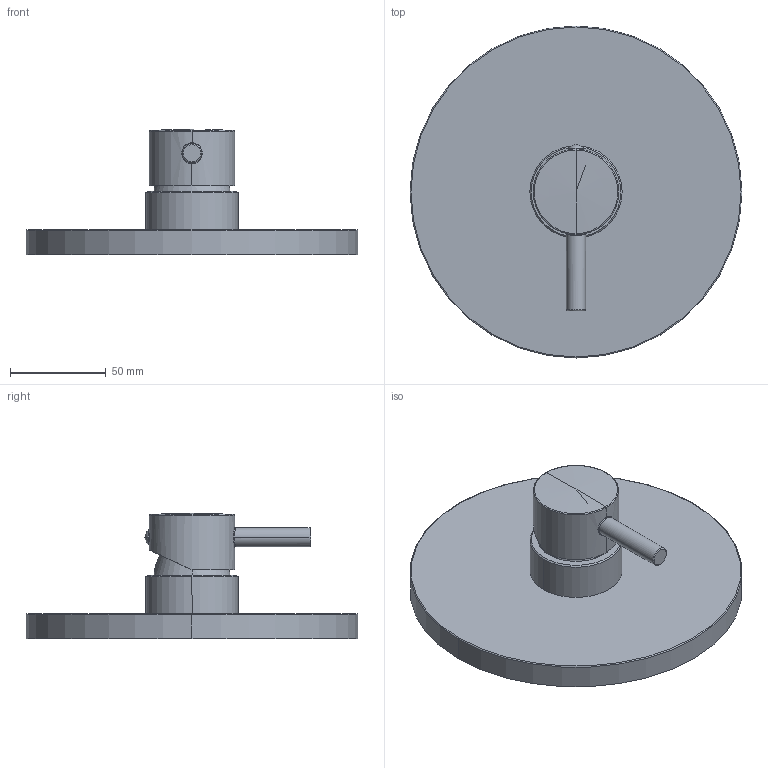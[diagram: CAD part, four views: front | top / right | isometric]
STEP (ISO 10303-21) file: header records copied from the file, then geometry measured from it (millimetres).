
FILE_DESCRIPTION((''),'2;1');
FILE_NAME('LIGBOX010CR','2021-01-15T13:17:41',('ut3'),('PAFFONI SpA'),'CREO PARAMETRIC BY PTC INC, 2020044','CREO PARAMETRIC BY PTC INC, 2020044','');
FILE_SCHEMA(('CONFIG_CONTROL_DESIGN','SHAPE_APPEARANCE_LAYERS_GROUPS'));
Length unit declared in the file: millimetre
Products named in the file (1): LIGBOX010CR
Bounding box: 173 x 173 x 65.19 mm (x, y, z)
Volume: 373149.5 mm3; surface area: 69170.2 mm2
Topology: 1 solids, 1 shells, 154 faces, 363 edges, 206 vertices
Faces by surface type: cylinder 44, plane 29, torus 24, bspline 24, sphere 18, cone 15
Entity records: 7921 total; most frequent: CARTESIAN_POINT 3448, ORIENTED_EDGE 718, DIRECTION 684, EDGE_CURVE 359, AXIS2_PLACEMENT_3D 291, VERTEX_POINT 206, EDGE_LOOP 161, CIRCLE 161
